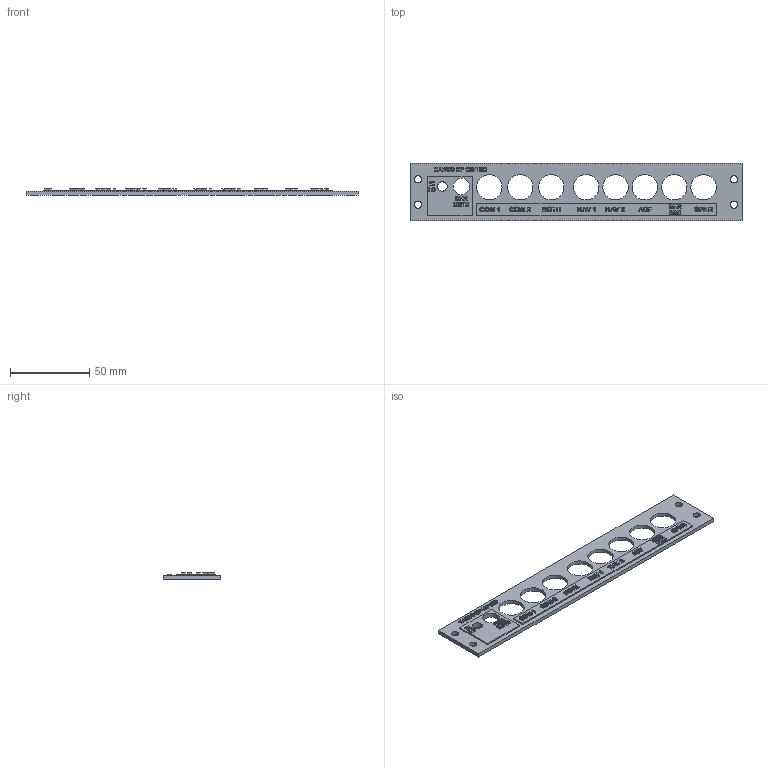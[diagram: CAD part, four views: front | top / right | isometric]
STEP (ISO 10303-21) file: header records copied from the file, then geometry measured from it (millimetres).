
FILE_DESCRIPTION(/* description */ (''),/* implementation_level */ '2;1');
FILE_NAME(/* name */ 'CP 136 Audio Panel v2.step',/* time_stamp */ '2024-06-08T13:23:00-05:00',/* author */ (''),/* organization */ (''),/* preprocessor_version */ 'ST-DEVELOPER v20',/* originating_system */ 'Autodesk Translation Framework v13.14.0.145',/* authorisation */ '');
FILE_SCHEMA (('AUTOMOTIVE_DESIGN { 1 0 10303 214 3 1 1 }'));
Length unit declared in the file: millimetre
Products named in the file (1): CP 136 Audio Panel
Bounding box: 209.2 x 36 x 4.1 mm (x, y, z)
Volume: 15956.9 mm3; surface area: 15005.8 mm2
Topology: 1 solids, 1 shells, 1007 faces, 2775 edges, 1850 vertices
Faces by surface type: plane 514, bspline 479, cylinder 14
Full cylindrical faces by diameter (mm): 4.5 x4, 6 x1, 10.5 x1, 16 x8
Entity records: 36839 total; most frequent: CARTESIAN_POINT 14359, ORIENTED_EDGE 5550, DIRECTION 2903, EDGE_CURVE 2775, VERTEX_POINT 1850, LINE 1789, VECTOR 1789, EDGE_LOOP 1115
